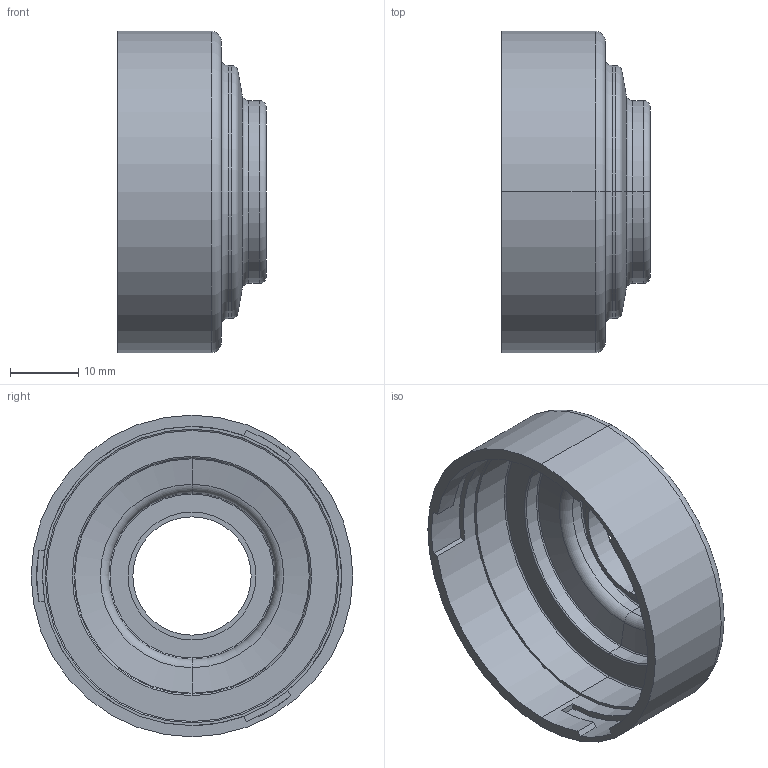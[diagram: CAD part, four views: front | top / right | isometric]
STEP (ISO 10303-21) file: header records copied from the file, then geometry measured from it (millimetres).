
FILE_DESCRIPTION (( 'STEP AP203' ), '1' );
FILE_NAME ('瑞欶.STEP', '2021-06-12T04:52:34', ( '' ), ( '' ), 'SwSTEP 2.0', 'SolidWorks 2021', '' );
FILE_SCHEMA (( 'CONFIG_CONTROL_DESIGN' ));
Length unit declared in the file: millimetre
Products named in the file (1): 瑞欶
Bounding box: 21.8 x 47.3 x 47.3 mm (x, y, z)
Volume: 5961.6 mm3; surface area: 8382.4 mm2
Topology: 1 solids, 1 shells, 69 faces, 156 edges, 94 vertices
Faces by surface type: torus 22, plane 22, cylinder 21, cone 4
Entity records: 2029 total; most frequent: DIRECTION 394, CARTESIAN_POINT 320, ORIENTED_EDGE 312, AXIS2_PLACEMENT_3D 168, EDGE_CURVE 156, CIRCLE 98, VERTEX_POINT 94, EDGE_LOOP 76
